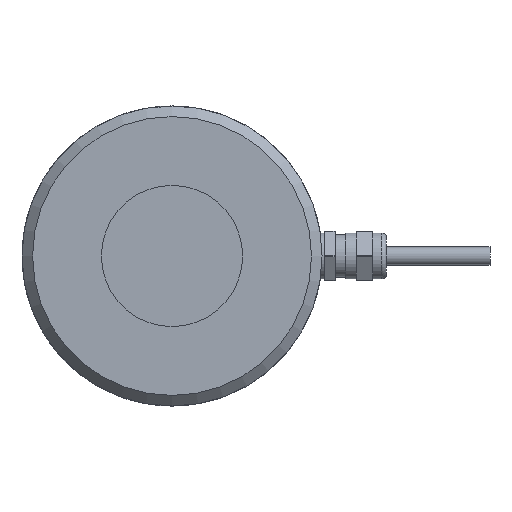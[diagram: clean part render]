
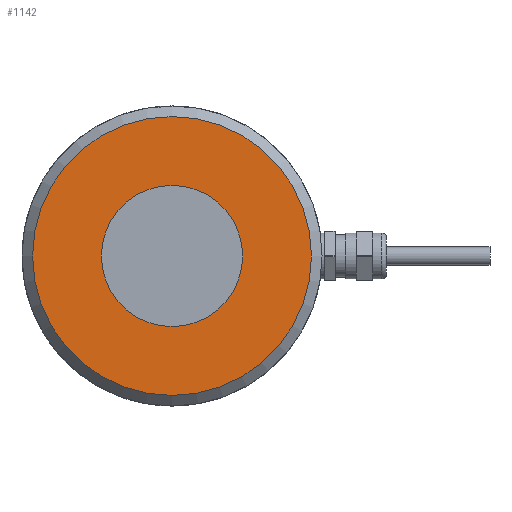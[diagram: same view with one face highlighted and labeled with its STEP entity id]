
A CAD part, left-side view. The second image highlights one B-rep face of the part: STEP entity #1142.
In plain terms, the highlighted planar face has unit normal (-1, 0, 0).
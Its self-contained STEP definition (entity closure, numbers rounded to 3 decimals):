
#16=PLANE('',#1259);
#47=FACE_BOUND('',#151,.T.);
#82=FACE_OUTER_BOUND('',#150,.T.);
#150=EDGE_LOOP('',(#868,#869));
#151=EDGE_LOOP('',(#870,#871));
#394=CIRCLE('',#1246,20.);
#395=CIRCLE('',#1247,20.);
#398=CIRCLE('',#1251,39.5);
#399=CIRCLE('',#1252,39.5);
#493=VERTEX_POINT('',#2109);
#494=VERTEX_POINT('',#2110);
#497=VERTEX_POINT('',#2119);
#498=VERTEX_POINT('',#2121);
#631=EDGE_CURVE('',#493,#494,#394,.T.);
#632=EDGE_CURVE('',#494,#493,#395,.T.);
#637=EDGE_CURVE('',#497,#498,#398,.T.);
#638=EDGE_CURVE('',#498,#497,#399,.T.);
#868=ORIENTED_EDGE('',*,*,#638,.F.);
#869=ORIENTED_EDGE('',*,*,#637,.F.);
#870=ORIENTED_EDGE('',*,*,#631,.T.);
#871=ORIENTED_EDGE('',*,*,#632,.T.);
#1142=ADVANCED_FACE('',(#82,#47),#16,.T.);
#1246=AXIS2_PLACEMENT_3D('',#2111,#1444,#1445);
#1247=AXIS2_PLACEMENT_3D('',#2112,#1446,#1447);
#1251=AXIS2_PLACEMENT_3D('',#2122,#1456,#1457);
#1252=AXIS2_PLACEMENT_3D('',#2123,#1458,#1459);
#1259=AXIS2_PLACEMENT_3D('',#2136,#1474,#1475);
#1444=DIRECTION('center_axis',(1.,0.,0.));
#1445=DIRECTION('ref_axis',(0.,0.,-1.));
#1446=DIRECTION('center_axis',(1.,0.,0.));
#1447=DIRECTION('ref_axis',(0.,0.,-1.));
#1456=DIRECTION('center_axis',(1.,0.,0.));
#1457=DIRECTION('ref_axis',(0.,0.,-1.));
#1458=DIRECTION('center_axis',(1.,0.,0.));
#1459=DIRECTION('ref_axis',(0.,0.,-1.));
#1474=DIRECTION('center_axis',(-1.,0.,0.));
#1475=DIRECTION('ref_axis',(0.,0.,1.));
#2109=CARTESIAN_POINT('',(0.,0.,-20.));
#2110=CARTESIAN_POINT('',(0.,0.,20.));
#2111=CARTESIAN_POINT('Origin',(0.,0.,0.));
#2112=CARTESIAN_POINT('Origin',(0.,0.,0.));
#2119=CARTESIAN_POINT('',(0.,0.,39.5));
#2121=CARTESIAN_POINT('',(0.,0.,-39.5));
#2122=CARTESIAN_POINT('Origin',(0.,0.,0.));
#2123=CARTESIAN_POINT('Origin',(0.,0.,0.));
#2136=CARTESIAN_POINT('Origin',(0.,20.,0.));
